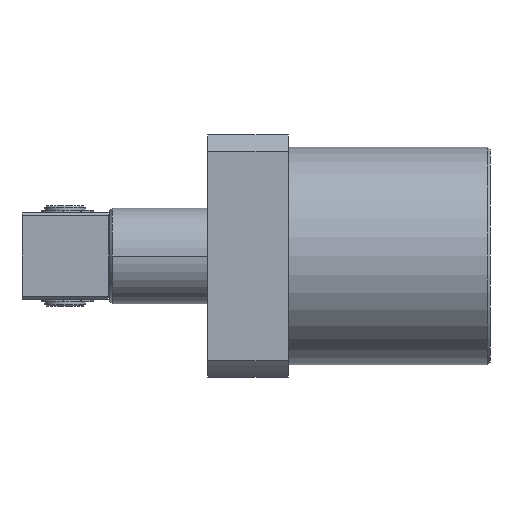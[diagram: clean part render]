
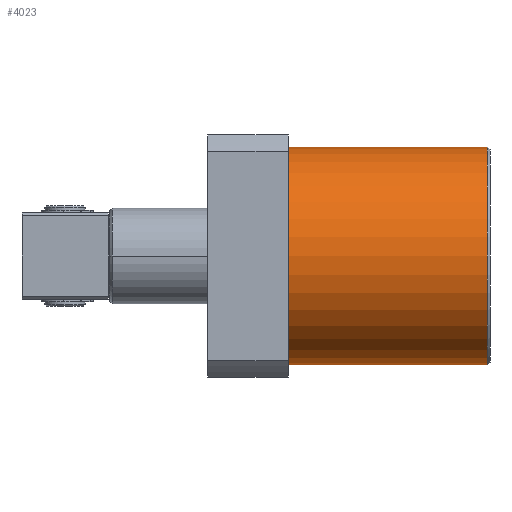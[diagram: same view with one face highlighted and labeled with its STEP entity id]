
A CAD part, left-side view. The second image highlights one B-rep face of the part: STEP entity #4023.
In plain terms, the highlighted cylindrical face has radius 40.5 mm (diameter 81 mm), a partial arc.
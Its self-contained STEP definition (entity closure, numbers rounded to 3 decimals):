
#355 = EDGE_CURVE ( 'NONE', #3299, #3346, #1632, .T. ) ;
#366 = EDGE_CURVE ( 'NONE', #3345, #3349, #1638, .T. ) ;
#372 = EDGE_CURVE ( 'NONE', #3349, #3346, #1621, .T. ) ;
#894 = CARTESIAN_POINT ( 'NONE',  ( 0., -74., 0. ) ) ;
#895 = DIRECTION ( 'NONE',  ( 0., 1., 0. ) ) ;
#896 = DIRECTION ( 'NONE',  ( 0., 0., 1. ) ) ;
#1621 = CIRCLE ( 'NONE', #3610, 40.5 ) ;
#1632 = LINE ( 'NONE', #1849, #1639 ) ;
#1638 = LINE ( 'NONE', #1882, #1808 ) ;
#1639 = VECTOR ( 'NONE', #1857, 1000. ) ;
#1808 = VECTOR ( 'NONE', #1881, 1000. ) ;
#1849 = CARTESIAN_POINT ( 'NONE',  ( 0., -75., 40.5 ) ) ;
#1857 = DIRECTION ( 'NONE',  ( 0., 1., 0. ) ) ;
#1881 = DIRECTION ( 'NONE',  ( 0., 1., 0. ) ) ;
#1882 = CARTESIAN_POINT ( 'NONE',  ( 0., -75., -40.5 ) ) ;
#1901 = CARTESIAN_POINT ( 'NONE',  ( 0., 0., 0. ) ) ;
#1902 = DIRECTION ( 'NONE',  ( 0., 1., 0. ) ) ;
#1903 = DIRECTION ( 'NONE',  ( 0., 0., 1. ) ) ;
#2083 = CARTESIAN_POINT ( 'NONE',  ( 0., -74., 40.5 ) ) ;
#2116 = CARTESIAN_POINT ( 'NONE',  ( 0., 0., -40.5 ) ) ;
#2118 = CARTESIAN_POINT ( 'NONE',  ( 0., -74., -40.5 ) ) ;
#2119 = CARTESIAN_POINT ( 'NONE',  ( 0., 0., 40.5 ) ) ;
#2172 = DIRECTION ( 'NONE',  ( 0., 0., 1. ) ) ;
#2173 = DIRECTION ( 'NONE',  ( 0., 1., 0. ) ) ;
#2176 = CARTESIAN_POINT ( 'NONE',  ( 0., -75., 0. ) ) ;
#2324 = AXIS2_PLACEMENT_3D ( 'NONE', #894, #895, #896 ) ;
#3299 = VERTEX_POINT ( 'NONE', #2083 ) ;
#3345 = VERTEX_POINT ( 'NONE', #2118 ) ;
#3346 = VERTEX_POINT ( 'NONE', #2119 ) ;
#3349 = VERTEX_POINT ( 'NONE', #2116 ) ;
#3610 = AXIS2_PLACEMENT_3D ( 'NONE', #1901, #1902, #1903 ) ;
#3733 = AXIS2_PLACEMENT_3D ( 'NONE', #2176, #2173, #2172 ) ;
#4006 = CIRCLE ( 'NONE', #2324, 40.5 ) ;
#4023 = ADVANCED_FACE ( 'NONE', ( #4758 ), #4702, .T. ) ;
#4702 = CYLINDRICAL_SURFACE ( 'NONE', #3733, 40.5 ) ;
#4758 = FACE_OUTER_BOUND ( 'NONE', #4915, .T. ) ;
#4915 = EDGE_LOOP ( 'NONE', ( #5588, #5589, #5582, #5581 ) ) ;
#5020 = EDGE_CURVE ( 'NONE', #3345, #3299, #4006, .T. ) ;
#5581 = ORIENTED_EDGE ( 'NONE', *, *, #372, .F. ) ;
#5582 = ORIENTED_EDGE ( 'NONE', *, *, #355, .T. ) ;
#5588 = ORIENTED_EDGE ( 'NONE', *, *, #366, .F. ) ;
#5589 = ORIENTED_EDGE ( 'NONE', *, *, #5020, .T. ) ;
